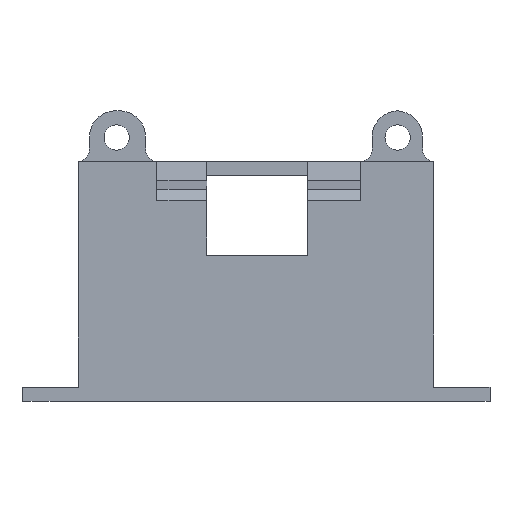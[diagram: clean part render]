
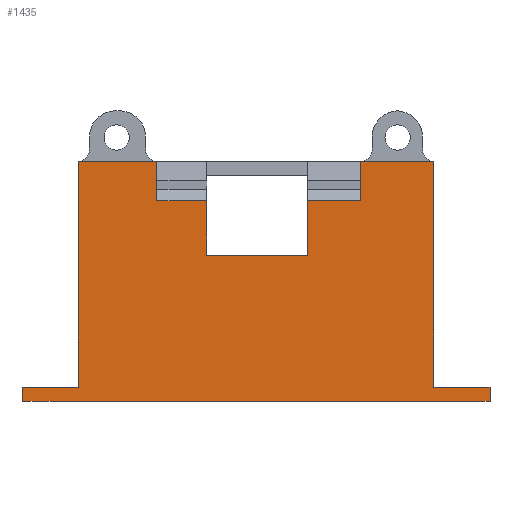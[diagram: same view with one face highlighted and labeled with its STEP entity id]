
A CAD part, left-side view. The second image highlights one B-rep face of the part: STEP entity #1435.
In plain terms, the highlighted planar face has unit normal (-1, 0, 0).
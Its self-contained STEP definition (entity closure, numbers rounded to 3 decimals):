
#168=CARTESIAN_POINT('',(-398.,286.05,-457.297));
#169=VERTEX_POINT('',#168);
#176=CARTESIAN_POINT('',(-398.,286.05,-497.5));
#177=VERTEX_POINT('',#176);
#178=CARTESIAN_POINT('',(-398.,286.05,-457.297));
#179=DIRECTION('',(-0.,0.,-1.));
#180=VECTOR('',#179,40.203);
#181=LINE('',#178,#180);
#182=EDGE_CURVE('',#169,#177,#181,.T.);
#680=CARTESIAN_POINT('',(-398.,335.35,-457.297));
#681=VERTEX_POINT('',#680);
#688=CARTESIAN_POINT('',(-398.,335.35,-464.297));
#689=VERTEX_POINT('',#688);
#690=CARTESIAN_POINT('',(-398.,335.35,-464.297));
#691=DIRECTION('',(0.,0.,1.));
#692=VECTOR('',#691,7.);
#693=LINE('',#690,#692);
#694=EDGE_CURVE('',#689,#681,#693,.T.);
#767=CARTESIAN_POINT('',(-398.,299.05,-464.297));
#768=VERTEX_POINT('',#767);
#775=CARTESIAN_POINT('',(-398.,299.05,-457.297));
#776=VERTEX_POINT('',#775);
#777=CARTESIAN_POINT('',(-398.,299.05,-464.297));
#778=DIRECTION('',(0.,0.,1.));
#779=VECTOR('',#778,7.);
#780=LINE('',#777,#779);
#781=EDGE_CURVE('',#768,#776,#780,.T.);
#851=CARTESIAN_POINT('',(-398.,349.35,-457.297));
#852=VERTEX_POINT('',#851);
#859=CARTESIAN_POINT('',(-398.,349.35,-457.297));
#860=DIRECTION('',(-0.,-1.,0.));
#861=VECTOR('',#860,14.);
#862=LINE('',#859,#861);
#863=EDGE_CURVE('',#852,#681,#862,.T.);
#881=CARTESIAN_POINT('',(-398.,299.05,-457.297));
#882=DIRECTION('',(-0.,-1.,-0.));
#883=VECTOR('',#882,13.);
#884=LINE('',#881,#883);
#885=EDGE_CURVE('',#776,#169,#884,.T.);
#1339=CARTESIAN_POINT('',(-398.,118.,-20.));
#1340=DIRECTION('',(-1.,0.,0.));
#1341=DIRECTION('',(-0.,-1.,0.));
#1342=AXIS2_PLACEMENT_3D('',#1339,#1340,#1341);
#1343=PLANE('',#1342);
#1344=CARTESIAN_POINT('',(-398.,276.05,-497.5));
#1345=VERTEX_POINT('',#1344);
#1346=CARTESIAN_POINT('',(-398.,276.05,-497.5));
#1347=DIRECTION('',(0.,1.,0.));
#1348=VECTOR('',#1347,10.);
#1349=LINE('',#1346,#1348);
#1350=EDGE_CURVE('',#1345,#177,#1349,.T.);
#1351=ORIENTED_EDGE('',*,*,#1350,.T.);
#1352=ORIENTED_EDGE('',*,*,#182,.F.);
#1353=ORIENTED_EDGE('',*,*,#885,.F.);
#1354=ORIENTED_EDGE('',*,*,#781,.F.);
#1355=CARTESIAN_POINT('',(-398.,308.5,-464.297));
#1356=VERTEX_POINT('',#1355);
#1357=CARTESIAN_POINT('',(-398.,299.05,-464.297));
#1358=DIRECTION('',(0.,1.,-0.));
#1359=VECTOR('',#1358,9.45);
#1360=LINE('',#1357,#1359);
#1361=EDGE_CURVE('',#768,#1356,#1360,.T.);
#1362=ORIENTED_EDGE('',*,*,#1361,.T.);
#1363=CARTESIAN_POINT('',(-398.,308.5,-473.997));
#1364=VERTEX_POINT('',#1363);
#1365=CARTESIAN_POINT('',(-398.,308.5,-473.997));
#1366=DIRECTION('',(0.,0.,1.));
#1367=VECTOR('',#1366,9.7);
#1368=LINE('',#1365,#1367);
#1369=EDGE_CURVE('',#1364,#1356,#1368,.T.);
#1370=ORIENTED_EDGE('',*,*,#1369,.F.);
#1371=CARTESIAN_POINT('',(-398.,326.5,-473.997));
#1372=VERTEX_POINT('',#1371);
#1373=CARTESIAN_POINT('',(-398.,308.5,-473.997));
#1374=DIRECTION('',(0.,1.,-0.));
#1375=VECTOR('',#1374,18.);
#1376=LINE('',#1373,#1375);
#1377=EDGE_CURVE('',#1364,#1372,#1376,.T.);
#1378=ORIENTED_EDGE('',*,*,#1377,.T.);
#1379=CARTESIAN_POINT('',(-398.,326.5,-464.297));
#1380=VERTEX_POINT('',#1379);
#1381=CARTESIAN_POINT('',(-398.,326.5,-473.997));
#1382=DIRECTION('',(0.,0.,1.));
#1383=VECTOR('',#1382,9.7);
#1384=LINE('',#1381,#1383);
#1385=EDGE_CURVE('',#1372,#1380,#1384,.T.);
#1386=ORIENTED_EDGE('',*,*,#1385,.T.);
#1387=CARTESIAN_POINT('',(-398.,326.5,-464.297));
#1388=DIRECTION('',(0.,1.,-0.));
#1389=VECTOR('',#1388,8.85);
#1390=LINE('',#1387,#1389);
#1391=EDGE_CURVE('',#1380,#689,#1390,.T.);
#1392=ORIENTED_EDGE('',*,*,#1391,.T.);
#1393=ORIENTED_EDGE('',*,*,#694,.T.);
#1394=ORIENTED_EDGE('',*,*,#863,.F.);
#1395=CARTESIAN_POINT('',(-398.,349.35,-497.497));
#1396=VERTEX_POINT('',#1395);
#1397=CARTESIAN_POINT('',(-398.,349.35,-457.297));
#1398=DIRECTION('',(-0.,-0.,-1.));
#1399=VECTOR('',#1398,40.2);
#1400=LINE('',#1397,#1399);
#1401=EDGE_CURVE('',#852,#1396,#1400,.T.);
#1402=ORIENTED_EDGE('',*,*,#1401,.T.);
#1403=CARTESIAN_POINT('',(-398.,359.35,-497.497));
#1404=VERTEX_POINT('',#1403);
#1405=CARTESIAN_POINT('',(-398.,359.35,-497.497));
#1406=DIRECTION('',(-0.,-1.,0.));
#1407=VECTOR('',#1406,10.);
#1408=LINE('',#1405,#1407);
#1409=EDGE_CURVE('',#1404,#1396,#1408,.T.);
#1410=ORIENTED_EDGE('',*,*,#1409,.F.);
#1411=CARTESIAN_POINT('',(-398.,359.35,-499.997));
#1412=VERTEX_POINT('',#1411);
#1413=CARTESIAN_POINT('',(-398.,359.35,-497.497));
#1414=DIRECTION('',(-0.,-0.,-1.));
#1415=VECTOR('',#1414,2.5);
#1416=LINE('',#1413,#1415);
#1417=EDGE_CURVE('',#1404,#1412,#1416,.T.);
#1418=ORIENTED_EDGE('',*,*,#1417,.T.);
#1419=CARTESIAN_POINT('',(-398.,276.05,-499.997));
#1420=VERTEX_POINT('',#1419);
#1421=CARTESIAN_POINT('',(-398.,359.35,-499.997));
#1422=DIRECTION('',(-0.,-1.,0.));
#1423=VECTOR('',#1422,83.3);
#1424=LINE('',#1421,#1423);
#1425=EDGE_CURVE('',#1412,#1420,#1424,.T.);
#1426=ORIENTED_EDGE('',*,*,#1425,.T.);
#1427=CARTESIAN_POINT('',(-398.,276.05,-497.5));
#1428=DIRECTION('',(-0.,0.,-1.));
#1429=VECTOR('',#1428,2.497);
#1430=LINE('',#1427,#1429);
#1431=EDGE_CURVE('',#1345,#1420,#1430,.T.);
#1432=ORIENTED_EDGE('',*,*,#1431,.F.);
#1433=EDGE_LOOP('',(#1351,#1352,#1353,#1354,#1362,#1370,#1378,#1386,#1392,#1393,#1394,#1402,#1410,#1418,#1426,#1432));
#1434=FACE_BOUND('',#1433,.T.);
#1435=ADVANCED_FACE('',(#1434),#1343,.T.);
